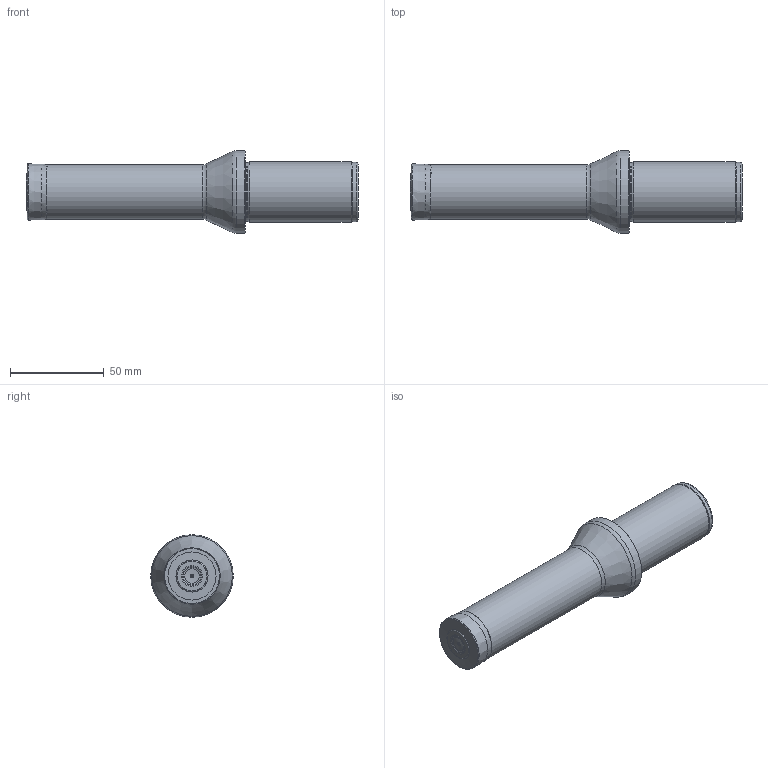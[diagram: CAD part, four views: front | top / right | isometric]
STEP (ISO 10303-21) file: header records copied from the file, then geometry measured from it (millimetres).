
FILE_DESCRIPTION(/* description */ (''),/* implementation_level */ '2;1');
FILE_NAME(/* name */ 'ATUM-30XD3-880-0604...stp',/* time_stamp */ '2023-11-29T02:40:43+03:00',/* author */ (''),/* organization */ (''),/* preprocessor_version */ 'ST-DEVELOPER v19.4',/* originating_system */ 'SIEMENS PLM Software NX2306.3001',/* authorisation */ '');
FILE_SCHEMA (('AUTOMOTIVE_DESIGN { 1 0 10303 214 3 1 1 1 }'));
Length unit declared in the file: millimetre
Products named in the file (1): STP_ATUM 30XD3 880-0604..
Bounding box: 177.02 x 44 x 44 mm (x, y, z)
Volume: 143375.2 mm3; surface area: 21783.5 mm2
Topology: 2 solids, 2 shells, 42 faces, 92 edges, 57 vertices
Faces by surface type: revolution 13, torus 8, plane 7, cylinder 5, cone 5, bspline 4
Full cylindrical faces by diameter (mm): 29 x1, 31.5 x2, 32 x1, 44 x1
Entity records: 1743 total; most frequent: CARTESIAN_POINT 1013, DIRECTION 152, EDGE_LOOP 80, ORIENTED_EDGE 80, FACE_BOUND 76, AXIS2_PLACEMENT_3D 67, ADVANCED_FACE 42, VERTEX_POINT 40
